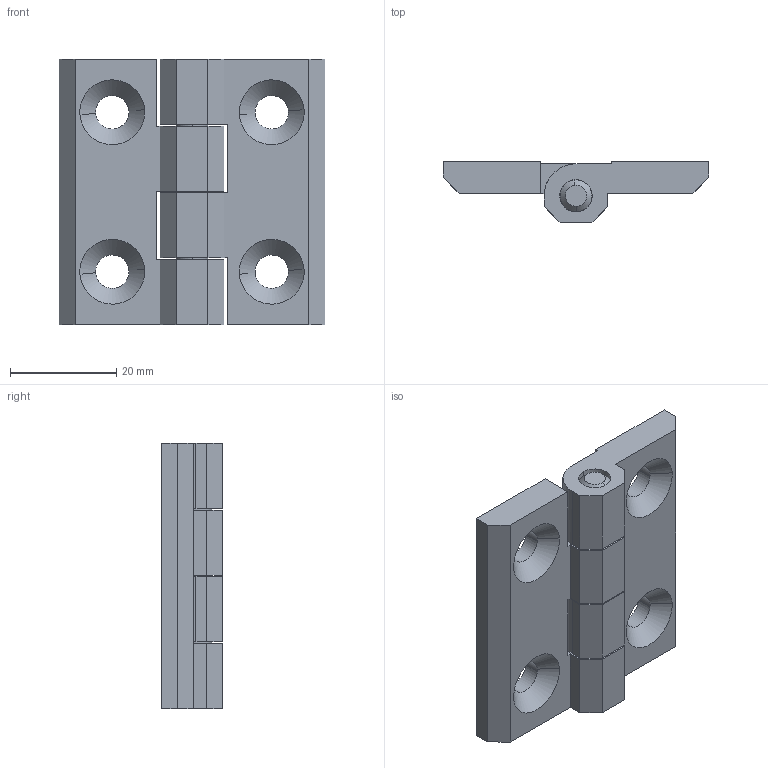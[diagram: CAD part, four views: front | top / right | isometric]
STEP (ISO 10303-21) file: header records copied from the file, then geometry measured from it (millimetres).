
FILE_DESCRIPTION((''),'2;1');
FILE_NAME('','2006-10-27T18:01:42',(''),(''),'','CADfix','');
FILE_SCHEMA(('AUTOMOTIVE_DESIGN'));
Length unit declared in the file: millimetre
Products named in the file (4): shaft; hinge pieces_B; hinge pieces_A; TEH_1056_U10_2821_36
Assembly tree (3 placements, depth 2):
  TEH_1056_U10_2821_36
    shaft
    hinge pieces_B
    hinge pieces_A
Bounding box: 50 x 11.5 x 50 mm (x, y, z)
Volume: 13614.4 mm3; surface area: 9826.3 mm2
Topology: 3 solids, 3 shells, 94 faces, 301 edges, 215 vertices
Faces by surface type: bspline 94
Entity records: 3479 total; most frequent: CARTESIAN_POINT 1698, ORIENTED_EDGE 602, EDGE_CURVE 301, VERTEX_POINT 215, QUASI_UNIFORM_CURVE 182, EDGE_LOOP 112, FACE_OUTER_BOUND 94, ADVANCED_FACE 94
